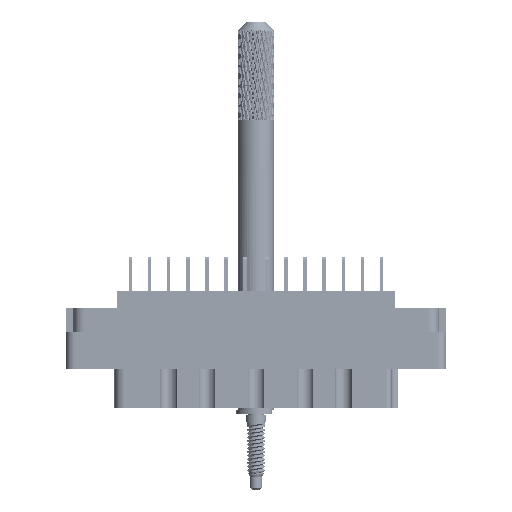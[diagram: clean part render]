
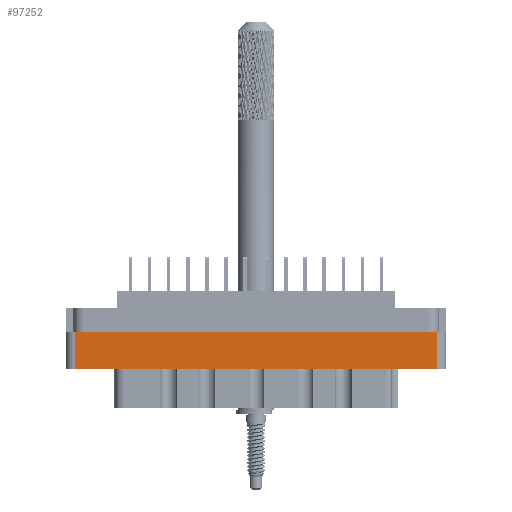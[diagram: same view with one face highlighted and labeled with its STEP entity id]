
A CAD part, front view. The second image highlights one B-rep face of the part: STEP entity #97252.
In plain terms, the highlighted planar face has unit normal (0, -1, 0).
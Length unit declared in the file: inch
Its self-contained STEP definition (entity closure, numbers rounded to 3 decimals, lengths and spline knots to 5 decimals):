
#3475 = LINE ( 'NONE', #83484, #17513 ) ;
#4704 = CARTESIAN_POINT ( 'NONE',  ( -1.234, -0.438, -0.798 ) ) ;
#9056 = VERTEX_POINT ( 'NONE', #94793 ) ;
#9375 = VECTOR ( 'NONE', #64165, 39.37008 ) ;
#11091 = AXIS2_PLACEMENT_3D ( 'NONE', #23569, #114430, #86753 ) ;
#17513 = VECTOR ( 'NONE', #109971, 39.37008 ) ;
#22484 = DIRECTION ( 'NONE',  ( 0., 0., -1. ) ) ;
#23569 = CARTESIAN_POINT ( 'NONE',  ( -1.296, -0.438, -0.798 ) ) ;
#23723 = VERTEX_POINT ( 'NONE', #86336 ) ;
#25358 = CARTESIAN_POINT ( 'NONE',  ( 0., -0.438, -0.277 ) ) ;
#28221 = ORIENTED_EDGE ( 'NONE', *, *, #85922, .T. ) ;
#32004 = ORIENTED_EDGE ( 'NONE', *, *, #107865, .F. ) ;
#37809 = LINE ( 'NONE', #4704, #101364 ) ;
#40987 = EDGE_LOOP ( 'NONE', ( #32004, #47675, #72364, #28221 ) ) ;
#43264 = LINE ( 'NONE', #25358, #64368 ) ;
#47675 = ORIENTED_EDGE ( 'NONE', *, *, #68917, .T. ) ;
#54388 = VERTEX_POINT ( 'NONE', #91379 ) ;
#60660 = PLANE ( 'NONE',  #11091 ) ;
#64165 = DIRECTION ( 'NONE',  ( 0., 0., 1. ) ) ;
#64368 = VECTOR ( 'NONE', #88153, 39.37008 ) ;
#68917 = EDGE_CURVE ( 'NONE', #116964, #9056, #37809, .T. ) ;
#72364 = ORIENTED_EDGE ( 'NONE', *, *, #109285, .F. ) ;
#75779 = LINE ( 'NONE', #109629, #9375 ) ;
#80295 = FACE_OUTER_BOUND ( 'NONE', #40987, .T. ) ;
#83484 = CARTESIAN_POINT ( 'NONE',  ( 0., -0.438, -0.529 ) ) ;
#85922 = EDGE_CURVE ( 'NONE', #54388, #23723, #75779, .T. ) ;
#86336 = CARTESIAN_POINT ( 'NONE',  ( 1.234, -0.438, -0.277 ) ) ;
#86753 = DIRECTION ( 'NONE',  ( 0., 0., -1. ) ) ;
#88153 = DIRECTION ( 'NONE',  ( 1., 0., 0. ) ) ;
#91379 = CARTESIAN_POINT ( 'NONE',  ( 1.234, -0.438, -0.529 ) ) ;
#94793 = CARTESIAN_POINT ( 'NONE',  ( -1.234, -0.438, -0.529 ) ) ;
#97252 = ADVANCED_FACE ( 'NONE', ( #80295 ), #60660, .T. ) ;
#101364 = VECTOR ( 'NONE', #22484, 39.37008 ) ;
#107865 = EDGE_CURVE ( 'NONE', #116964, #23723, #43264, .T. ) ;
#108345 = CARTESIAN_POINT ( 'NONE',  ( -1.234, -0.438, -0.277 ) ) ;
#109285 = EDGE_CURVE ( 'NONE', #54388, #9056, #3475, .T. ) ;
#109629 = CARTESIAN_POINT ( 'NONE',  ( 1.234, -0.438, -0.798 ) ) ;
#109971 = DIRECTION ( 'NONE',  ( -1., 0., 0. ) ) ;
#114430 = DIRECTION ( 'NONE',  ( 0., -1., 0. ) ) ;
#116964 = VERTEX_POINT ( 'NONE', #108345 ) ;
